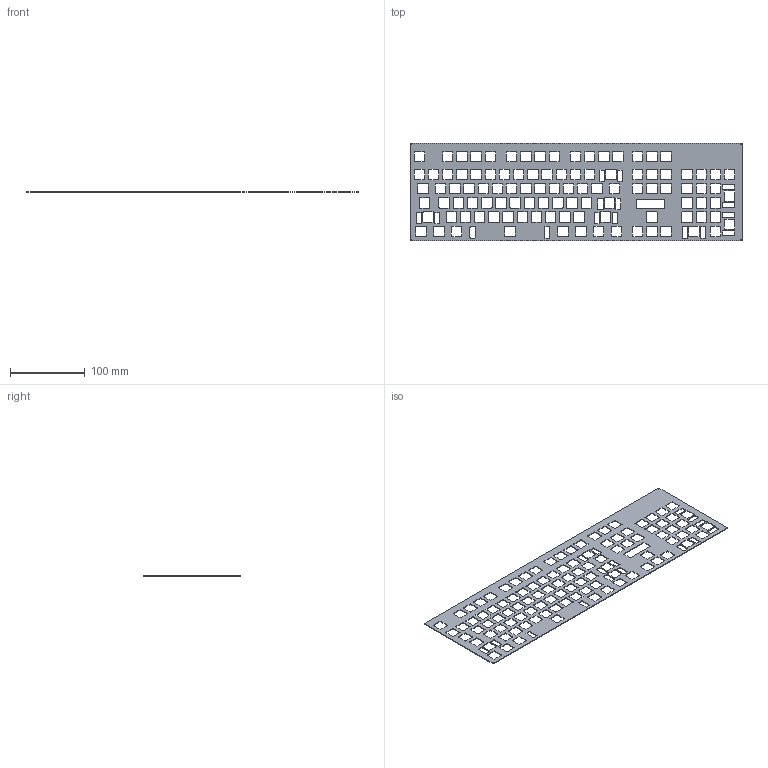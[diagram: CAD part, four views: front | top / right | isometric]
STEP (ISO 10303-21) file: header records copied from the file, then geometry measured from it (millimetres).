
FILE_DESCRIPTION(/* description */ (''),/* implementation_level */ '2;1');
FILE_NAME(/* name */ 'saturnChassis-top.step',/* time_stamp */ '2025-05-21T18:08:30-04:00',/* author */ (''),/* organization */ (''),/* preprocessor_version */ 'ST-DEVELOPER v20.1',/* originating_system */ 'Autodesk Translation Framework v14.10.0.0',/* authorisation */ '');
FILE_SCHEMA (('AUTOMOTIVE_DESIGN { 1 0 10303 214 3 1 1 }'));
Length unit declared in the file: millimetre
Products named in the file (1): saturnChassis
Bounding box: 445.29 x 130.56 x 1 mm (x, y, z)
Volume: 35617.1 mm3; surface area: 78931.9 mm2
Topology: 1 solids, 1 shells, 974 faces, 2916 edges, 1944 vertices
Faces by surface type: plane 490, cylinder 484
Full cylindrical faces by diameter (mm): 1.567 x4
Entity records: 33590 total; most frequent: CARTESIAN_POINT 5835, DIRECTION 5834, ORIENTED_EDGE 5832, EDGE_CURVE 2916, LINE 1948, VECTOR 1948, VERTEX_POINT 1944, AXIS2_PLACEMENT_3D 1943
